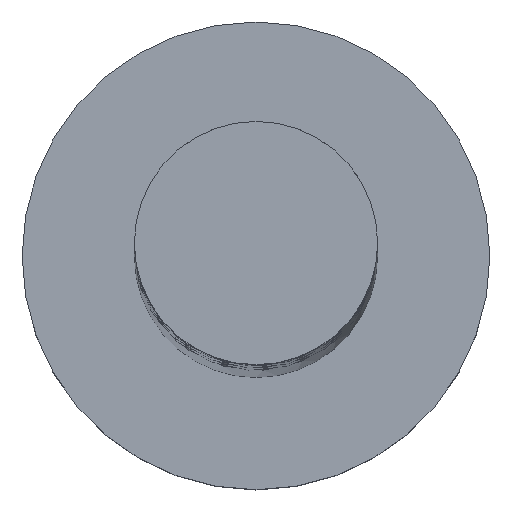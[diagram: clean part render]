
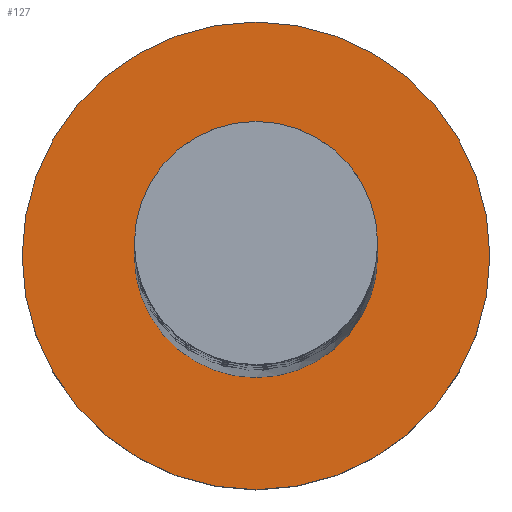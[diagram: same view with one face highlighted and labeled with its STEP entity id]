
A CAD part, top view. The second image highlights one B-rep face of the part: STEP entity #127.
In plain terms, the highlighted planar face has unit normal (0, 0, 1).
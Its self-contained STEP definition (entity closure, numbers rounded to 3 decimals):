
#12 = CIRCLE ( 'NONE', #513, 2.6 ) ;
#23 = DIRECTION ( 'NONE',  ( 1., 0., 0. ) ) ;
#81 = AXIS2_PLACEMENT_3D ( 'NONE', #226, #1519, #348 ) ;
#106 = CARTESIAN_POINT ( 'NONE',  ( 5., 0., 3. ) ) ;
#127 = ADVANCED_FACE ( 'NONE', ( #1391, #1123 ), #1502, .T. ) ;
#194 = CARTESIAN_POINT ( 'NONE',  ( 0., 0., 3. ) ) ;
#198 = VERTEX_POINT ( 'NONE', #1382 ) ;
#226 = CARTESIAN_POINT ( 'NONE',  ( 0., 0., 3. ) ) ;
#285 = ORIENTED_EDGE ( 'NONE', *, *, #937, .F. ) ;
#309 = ORIENTED_EDGE ( 'NONE', *, *, #1226, .T. ) ;
#348 = DIRECTION ( 'NONE',  ( 1., 0., 0. ) ) ;
#364 = DIRECTION ( 'NONE',  ( 0., 0., 1. ) ) ;
#443 = CARTESIAN_POINT ( 'NONE',  ( -5., 0., 3. ) ) ;
#450 = ORIENTED_EDGE ( 'NONE', *, *, #1029, .T. ) ;
#452 = DIRECTION ( 'NONE',  ( 0., 0., 1. ) ) ;
#513 = AXIS2_PLACEMENT_3D ( 'NONE', #1361, #452, #1319 ) ;
#578 = ORIENTED_EDGE ( 'NONE', *, *, #625, .F. ) ;
#618 = CIRCLE ( 'NONE', #1623, 5. ) ;
#625 = EDGE_CURVE ( 'NONE', #198, #1562, #1249, .T. ) ;
#652 = AXIS2_PLACEMENT_3D ( 'NONE', #1040, #1171, #23 ) ;
#683 = DIRECTION ( 'NONE',  ( 0., 0., 1. ) ) ;
#800 = EDGE_LOOP ( 'NONE', ( #450, #309 ) ) ;
#871 = CIRCLE ( 'NONE', #1169, 5. ) ;
#937 = EDGE_CURVE ( 'NONE', #1562, #198, #12, .T. ) ;
#972 = VERTEX_POINT ( 'NONE', #106 ) ;
#976 = CARTESIAN_POINT ( 'NONE',  ( 2.6, 0., 3. ) ) ;
#1029 = EDGE_CURVE ( 'NONE', #1095, #972, #618, .T. ) ;
#1040 = CARTESIAN_POINT ( 'NONE',  ( 0., 0., 3. ) ) ;
#1069 = DIRECTION ( 'NONE',  ( 1., 0., 0. ) ) ;
#1095 = VERTEX_POINT ( 'NONE', #443 ) ;
#1123 = FACE_OUTER_BOUND ( 'NONE', #800, .T. ) ;
#1169 = AXIS2_PLACEMENT_3D ( 'NONE', #194, #364, #1515 ) ;
#1171 = DIRECTION ( 'NONE',  ( 0., 0., 1. ) ) ;
#1187 = EDGE_LOOP ( 'NONE', ( #578, #285 ) ) ;
#1226 = EDGE_CURVE ( 'NONE', #972, #1095, #871, .T. ) ;
#1249 = CIRCLE ( 'NONE', #652, 2.6 ) ;
#1319 = DIRECTION ( 'NONE',  ( 1., 0., 0. ) ) ;
#1361 = CARTESIAN_POINT ( 'NONE',  ( 0., 0., 3. ) ) ;
#1382 = CARTESIAN_POINT ( 'NONE',  ( -2.6, 0., 3. ) ) ;
#1391 = FACE_BOUND ( 'NONE', #1187, .T. ) ;
#1502 = PLANE ( 'NONE',  #81 ) ;
#1515 = DIRECTION ( 'NONE',  ( 1., 0., 0. ) ) ;
#1519 = DIRECTION ( 'NONE',  ( 0., 0., 1. ) ) ;
#1562 = VERTEX_POINT ( 'NONE', #976 ) ;
#1578 = CARTESIAN_POINT ( 'NONE',  ( 0., 0., 3. ) ) ;
#1623 = AXIS2_PLACEMENT_3D ( 'NONE', #1578, #683, #1069 ) ;
